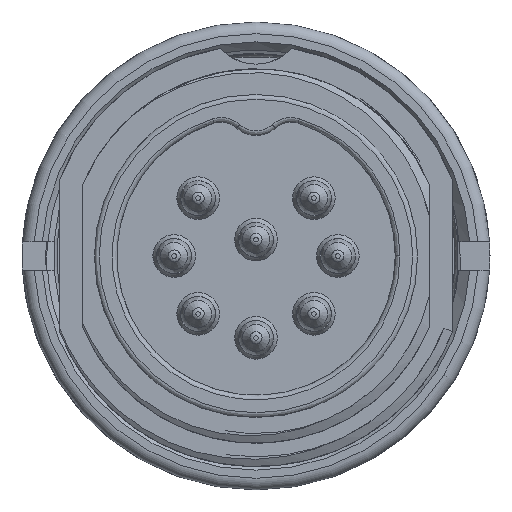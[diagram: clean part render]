
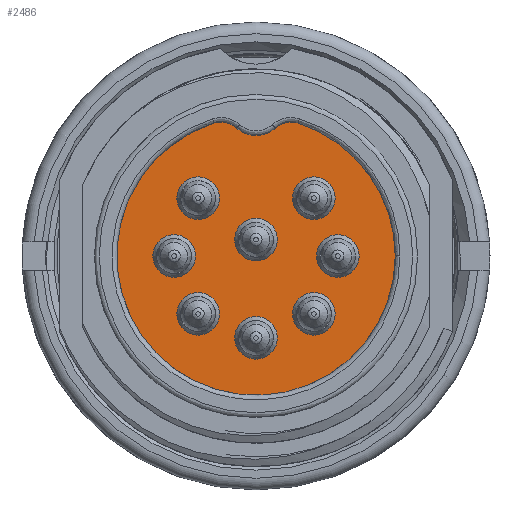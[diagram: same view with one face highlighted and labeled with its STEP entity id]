
A CAD part, front view. The second image highlights one B-rep face of the part: STEP entity #2486.
In plain terms, the highlighted planar face has unit normal (0, -1, 0).
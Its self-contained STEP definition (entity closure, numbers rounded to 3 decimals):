
#858=LINE('',#10397,#1225);
#859=LINE('',#10401,#1226);
#860=LINE('',#10405,#1227);
#1225=VECTOR('',#8754,1.);
#1226=VECTOR('',#8757,1.);
#1227=VECTOR('',#8760,1.);
#2486=ADVANCED_FACE('',(#3075,#3076,#3077,#3078,#3079,#3080,#3081,#3082,
#3083),#2926,.T.);
#2926=PLANE('',#8133);
#3075=FACE_BOUND('',#3451,.T.);
#3076=FACE_BOUND('',#3452,.T.);
#3077=FACE_BOUND('',#3453,.T.);
#3078=FACE_BOUND('',#3454,.T.);
#3079=FACE_BOUND('',#3455,.T.);
#3080=FACE_BOUND('',#3456,.T.);
#3081=FACE_BOUND('',#3457,.T.);
#3082=FACE_BOUND('',#3458,.T.);
#3083=FACE_BOUND('',#3459,.T.);
#3451=EDGE_LOOP('',(#4097,#4098,#4099,#4100,#4101,#4102,#4103,#4104,#4105,
#4106,#4107));
#3452=EDGE_LOOP('',(#4108));
#3453=EDGE_LOOP('',(#4109));
#3454=EDGE_LOOP('',(#4110));
#3455=EDGE_LOOP('',(#4111));
#3456=EDGE_LOOP('',(#4112));
#3457=EDGE_LOOP('',(#4113));
#3458=EDGE_LOOP('',(#4114));
#3459=EDGE_LOOP('',(#4115));
#4097=ORIENTED_EDGE('',*,*,#6838,.T.);
#4098=ORIENTED_EDGE('',*,*,#6839,.T.);
#4099=ORIENTED_EDGE('',*,*,#6840,.T.);
#4100=ORIENTED_EDGE('',*,*,#6841,.T.);
#4101=ORIENTED_EDGE('',*,*,#6842,.T.);
#4102=ORIENTED_EDGE('',*,*,#6843,.T.);
#4103=ORIENTED_EDGE('',*,*,#6844,.F.);
#4104=ORIENTED_EDGE('',*,*,#6845,.F.);
#4105=ORIENTED_EDGE('',*,*,#6846,.F.);
#4106=ORIENTED_EDGE('',*,*,#6847,.F.);
#4107=ORIENTED_EDGE('',*,*,#6848,.F.);
#4108=ORIENTED_EDGE('',*,*,#6849,.T.);
#4109=ORIENTED_EDGE('',*,*,#6850,.T.);
#4110=ORIENTED_EDGE('',*,*,#6851,.T.);
#4111=ORIENTED_EDGE('',*,*,#6852,.T.);
#4112=ORIENTED_EDGE('',*,*,#6853,.T.);
#4113=ORIENTED_EDGE('',*,*,#6854,.T.);
#4114=ORIENTED_EDGE('',*,*,#6837,.T.);
#4115=ORIENTED_EDGE('',*,*,#6855,.T.);
#6102=VERTEX_POINT('',#10382);
#6103=VERTEX_POINT('',#10385);
#6104=VERTEX_POINT('',#10386);
#6105=VERTEX_POINT('',#10388);
#6106=VERTEX_POINT('',#10390);
#6107=VERTEX_POINT('',#10392);
#6108=VERTEX_POINT('',#10394);
#6109=VERTEX_POINT('',#10396);
#6110=VERTEX_POINT('',#10398);
#6111=VERTEX_POINT('',#10400);
#6112=VERTEX_POINT('',#10402);
#6113=VERTEX_POINT('',#10404);
#6114=VERTEX_POINT('',#10407);
#6115=VERTEX_POINT('',#10409);
#6116=VERTEX_POINT('',#10411);
#6117=VERTEX_POINT('',#10413);
#6118=VERTEX_POINT('',#10415);
#6119=VERTEX_POINT('',#10417);
#6120=VERTEX_POINT('',#10419);
#6837=EDGE_CURVE('',#6102,#6102,#7843,.T.);
#6838=EDGE_CURVE('',#6103,#6104,#7844,.T.);
#6839=EDGE_CURVE('',#6104,#6105,#7845,.T.);
#6840=EDGE_CURVE('',#6105,#6106,#7846,.T.);
#6841=EDGE_CURVE('',#6106,#6107,#7847,.T.);
#6842=EDGE_CURVE('',#6107,#6108,#7848,.T.);
#6843=EDGE_CURVE('',#6108,#6109,#7849,.T.);
#6844=EDGE_CURVE('',#6110,#6109,#858,.T.);
#6845=EDGE_CURVE('',#6111,#6110,#7850,.T.);
#6846=EDGE_CURVE('',#6112,#6111,#859,.T.);
#6847=EDGE_CURVE('',#6113,#6112,#7851,.T.);
#6848=EDGE_CURVE('',#6103,#6113,#860,.T.);
#6849=EDGE_CURVE('',#6114,#6114,#7852,.T.);
#6850=EDGE_CURVE('',#6115,#6115,#7853,.T.);
#6851=EDGE_CURVE('',#6116,#6116,#7854,.T.);
#6852=EDGE_CURVE('',#6117,#6117,#7855,.T.);
#6853=EDGE_CURVE('',#6118,#6118,#7856,.T.);
#6854=EDGE_CURVE('',#6119,#6119,#7857,.T.);
#6855=EDGE_CURVE('',#6120,#6120,#7858,.T.);
#7843=CIRCLE('',#8116,0.91);
#7844=CIRCLE('',#8118,6.55);
#7845=CIRCLE('',#8119,2.);
#7846=CIRCLE('',#8120,6.15);
#7847=CIRCLE('',#8121,6.15);
#7848=CIRCLE('',#8122,2.);
#7849=CIRCLE('',#8123,6.55);
#7850=CIRCLE('',#8124,0.5);
#7851=CIRCLE('',#8125,0.5);
#7852=CIRCLE('',#8126,0.91);
#7853=CIRCLE('',#8127,0.91);
#7854=CIRCLE('',#8128,0.91);
#7855=CIRCLE('',#8129,0.91);
#7856=CIRCLE('',#8130,0.91);
#7857=CIRCLE('',#8131,0.91);
#7858=CIRCLE('',#8132,0.91);
#8116=AXIS2_PLACEMENT_3D('',#10381,#8738,#8739);
#8118=AXIS2_PLACEMENT_3D('',#10384,#8742,#8743);
#8119=AXIS2_PLACEMENT_3D('',#10387,#8744,#8745);
#8120=AXIS2_PLACEMENT_3D('',#10389,#8746,#8747);
#8121=AXIS2_PLACEMENT_3D('',#10391,#8748,#8749);
#8122=AXIS2_PLACEMENT_3D('',#10393,#8750,#8751);
#8123=AXIS2_PLACEMENT_3D('',#10395,#8752,#8753);
#8124=AXIS2_PLACEMENT_3D('',#10399,#8755,#8756);
#8125=AXIS2_PLACEMENT_3D('',#10403,#8758,#8759);
#8126=AXIS2_PLACEMENT_3D('',#10406,#8761,#8762);
#8127=AXIS2_PLACEMENT_3D('',#10408,#8763,#8764);
#8128=AXIS2_PLACEMENT_3D('',#10410,#8765,#8766);
#8129=AXIS2_PLACEMENT_3D('',#10412,#8767,#8768);
#8130=AXIS2_PLACEMENT_3D('',#10414,#8769,#8770);
#8131=AXIS2_PLACEMENT_3D('',#10416,#8771,#8772);
#8132=AXIS2_PLACEMENT_3D('',#10418,#8773,#8774);
#8133=AXIS2_PLACEMENT_3D('',#10420,#8775,#8776);
#8738=DIRECTION('',(0.,1.,0.));
#8739=DIRECTION('',(0.,0.,-1.));
#8742=DIRECTION('',(0.,-1.,0.));
#8743=DIRECTION('',(0.,0.,-1.));
#8744=DIRECTION('',(0.,-1.,0.));
#8745=DIRECTION('',(-0.874,0.,0.486));
#8746=DIRECTION('',(0.,-1.,0.));
#8747=DIRECTION('',(-0.563,0.,0.827));
#8748=DIRECTION('',(0.,-1.,0.));
#8749=DIRECTION('',(1.,0.,0.));
#8750=DIRECTION('',(0.,-1.,0.));
#8751=DIRECTION('',(0.983,0.,0.182));
#8752=DIRECTION('',(0.,-1.,0.));
#8753=DIRECTION('',(0.,0.,-1.));
#8754=DIRECTION('',(0.,0.,1.));
#8755=DIRECTION('',(0.,-1.,0.));
#8756=DIRECTION('',(0.,0.,-1.));
#8757=DIRECTION('',(1.,0.,0.));
#8758=DIRECTION('',(0.,-1.,0.));
#8759=DIRECTION('',(0.,0.,-1.));
#8760=DIRECTION('',(0.,0.,-1.));
#8761=DIRECTION('',(0.,1.,0.));
#8762=DIRECTION('',(0.,0.,-1.));
#8763=DIRECTION('',(0.,1.,0.));
#8764=DIRECTION('',(0.,0.,-1.));
#8765=DIRECTION('',(0.,1.,0.));
#8766=DIRECTION('',(0.,0.,-1.));
#8767=DIRECTION('',(0.,1.,0.));
#8768=DIRECTION('',(0.,0.,-1.));
#8769=DIRECTION('',(0.,1.,0.));
#8770=DIRECTION('',(0.,0.,-1.));
#8771=DIRECTION('',(0.,1.,0.));
#8772=DIRECTION('',(0.,0.,-1.));
#8773=DIRECTION('',(0.,1.,0.));
#8774=DIRECTION('',(0.,0.,-1.));
#8775=DIRECTION('',(0.,-1.,0.));
#8776=DIRECTION('',(-1.,0.,0.));
#10381=CARTESIAN_POINT('',(-3.801,-17.136,0.));
#10382=CARTESIAN_POINT('',(-3.801,-17.136,-0.91));
#10384=CARTESIAN_POINT('',(-0.301,-17.136,0.));
#10385=CARTESIAN_POINT('',(-1.526,-17.136,6.434));
#10386=CARTESIAN_POINT('',(-3.544,-17.136,5.691));
#10387=CARTESIAN_POINT('',(-1.797,-17.136,4.719));
#10388=CARTESIAN_POINT('',(-3.763,-17.136,5.083));
#10389=CARTESIAN_POINT('',(-0.301,-17.136,0.));
#10390=CARTESIAN_POINT('',(5.849,-17.136,0.));
#10391=CARTESIAN_POINT('',(-0.301,-17.136,0.));
#10392=CARTESIAN_POINT('',(3.161,-17.136,5.083));
#10393=CARTESIAN_POINT('',(1.194,-17.136,4.719));
#10394=CARTESIAN_POINT('',(2.942,-17.136,5.691));
#10395=CARTESIAN_POINT('',(-0.301,-17.136,0.));
#10396=CARTESIAN_POINT('',(0.924,-17.136,6.434));
#10397=CARTESIAN_POINT('',(0.924,-17.136,7.25));
#10398=CARTESIAN_POINT('',(0.924,-17.136,6.25));
#10399=CARTESIAN_POINT('',(0.424,-17.136,6.25));
#10400=CARTESIAN_POINT('',(0.424,-17.136,5.75));
#10401=CARTESIAN_POINT('',(6.949,-17.136,5.75));
#10402=CARTESIAN_POINT('',(-1.026,-17.136,5.75));
#10403=CARTESIAN_POINT('',(-1.026,-17.136,6.25));
#10404=CARTESIAN_POINT('',(-1.526,-17.136,6.25));
#10405=CARTESIAN_POINT('',(-1.526,-17.136,7.25));
#10406=CARTESIAN_POINT('',(-0.301,-17.136,0.7));
#10407=CARTESIAN_POINT('',(-0.301,-17.136,-0.21));
#10408=CARTESIAN_POINT('',(2.174,-17.136,2.475));
#10409=CARTESIAN_POINT('',(2.174,-17.136,1.565));
#10410=CARTESIAN_POINT('',(3.199,-17.136,0.));
#10411=CARTESIAN_POINT('',(3.199,-17.136,-0.91));
#10412=CARTESIAN_POINT('',(2.174,-17.136,-2.475));
#10413=CARTESIAN_POINT('',(2.174,-17.136,-3.385));
#10414=CARTESIAN_POINT('',(-0.301,-17.136,-3.5));
#10415=CARTESIAN_POINT('',(-0.301,-17.136,-4.41));
#10416=CARTESIAN_POINT('',(-2.776,-17.136,-2.475));
#10417=CARTESIAN_POINT('',(-2.776,-17.136,-3.385));
#10418=CARTESIAN_POINT('',(-2.776,-17.136,2.475));
#10419=CARTESIAN_POINT('',(-2.776,-17.136,1.565));
#10420=CARTESIAN_POINT('',(6.949,-17.136,7.25));
